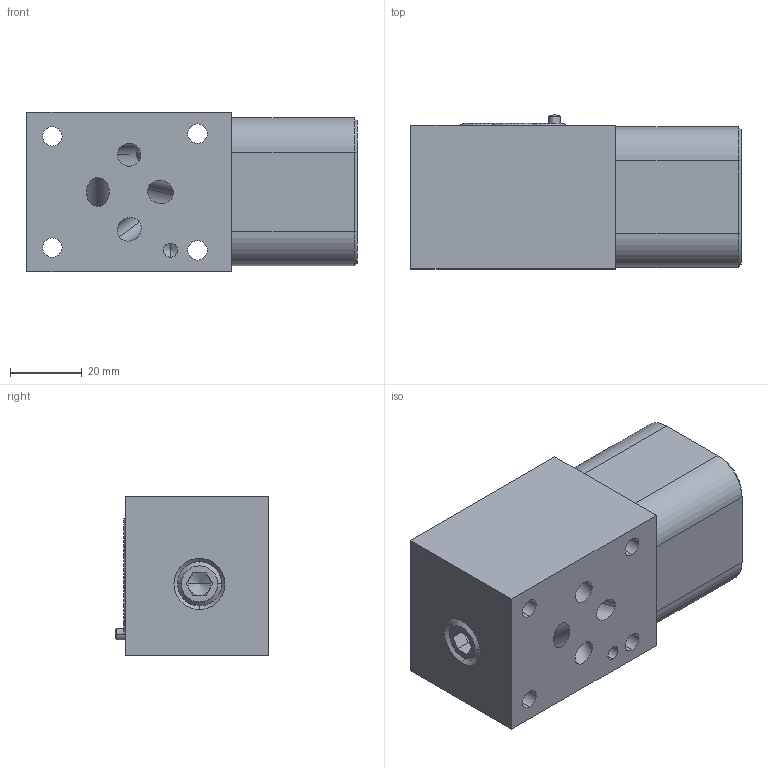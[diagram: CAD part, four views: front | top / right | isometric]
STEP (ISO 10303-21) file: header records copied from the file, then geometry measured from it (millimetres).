
FILE_DESCRIPTION((''),'2;1');
FILE_NAME('W4I_ASM','2020-07-16T',('ProEService'),(''),'PRO/ENGINEER BY PARAMETRIC TECHNOLOGY CORPORATION, 2014200','PRO/ENGINEER BY PARAMETRIC TECHNOLOGY CORPORATION, 2014200','');
FILE_SCHEMA(('CONFIG_CONTROL_DESIGN'));
Length unit declared in the file: inch
Products named in the file (6): 158-769-001; 340-003; 850-004-218; 500-001-012; 811-001-006; W4I_ASM
Assembly tree (8 placements, depth 2):
  W4I_ASM
    158-769-001
    340-003
    850-004-218
    500-001-012  x4
    811-001-006
Bounding box: 92.08 x 42.93 x 44.45 mm (x, y, z)
Volume: 126145.1 mm3; surface area: 31318.7 mm2
Topology: 8 solids, 8 shells, 194 faces, 696 edges, 639 vertices
Faces by surface type: cylinder 71, plane 51, cone 41, revolution 16, sphere 15
Entity records: 8704 total; most frequent: CARTESIAN_POINT 3122, DIRECTION 1168, ORIENTED_EDGE 870, EDGE_CURVE 435, VECTOR 410, LINE 410, AXIS2_PLACEMENT_3D 377, VERTEX_POINT 275
